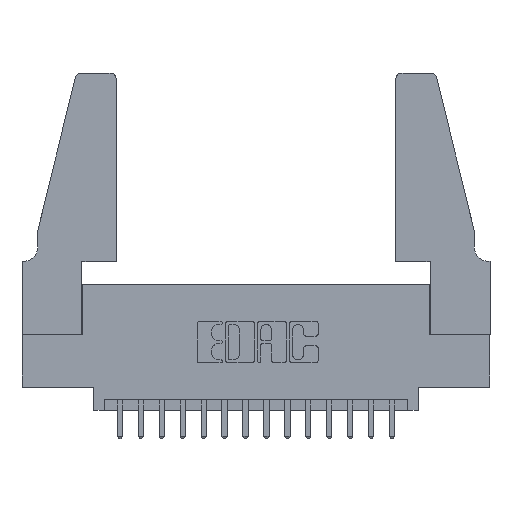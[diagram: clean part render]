
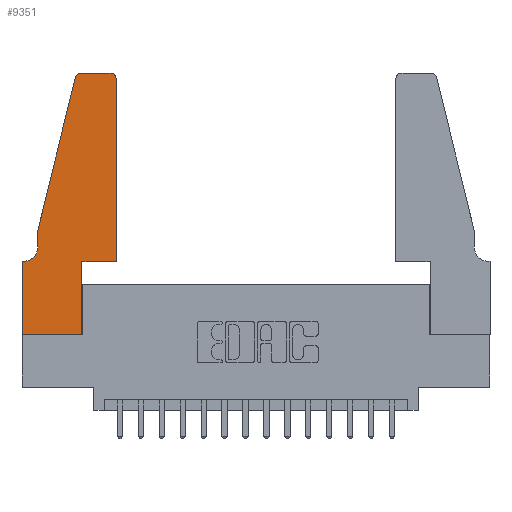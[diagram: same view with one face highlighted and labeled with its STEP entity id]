
A CAD part, top view. The second image highlights one B-rep face of the part: STEP entity #9351.
In plain terms, the highlighted planar face has unit normal (0, 0, 1).
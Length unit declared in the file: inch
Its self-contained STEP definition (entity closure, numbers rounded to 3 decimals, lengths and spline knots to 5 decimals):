
#304 = CIRCLE ( 'NONE', #2511, 0.03 ) ;
#333 = VERTEX_POINT ( 'NONE', #386 ) ;
#386 = CARTESIAN_POINT ( 'NONE',  ( 0.2865, 0., 0.37 ) ) ;
#398 = CARTESIAN_POINT ( 'NONE',  ( 0.4505, 0.35, 0.37 ) ) ;
#431 = EDGE_CURVE ( 'NONE', #12708, #4278, #14719, .T. ) ;
#519 = CARTESIAN_POINT ( 'NONE',  ( 0.0755, 0.42, 0.37 ) ) ;
#713 = DIRECTION ( 'NONE',  ( -1., 0., 0. ) ) ;
#794 = VERTEX_POINT ( 'NONE', #10021 ) ;
#1008 = VERTEX_POINT ( 'NONE', #398 ) ;
#1680 = LINE ( 'NONE', #16569, #15271 ) ;
#1686 = LINE ( 'NONE', #3299, #8833 ) ;
#1883 = AXIS2_PLACEMENT_3D ( 'NONE', #14500, #6755, #15801 ) ;
#1906 = ORIENTED_EDGE ( 'NONE', *, *, #4950, .T. ) ;
#2035 = EDGE_CURVE ( 'NONE', #333, #12920, #1680, .T. ) ;
#2085 = CARTESIAN_POINT ( 'NONE',  ( 0.0055, 0.42, 0.37 ) ) ;
#2209 = EDGE_CURVE ( 'NONE', #12920, #1008, #9841, .T. ) ;
#2236 = LINE ( 'NONE', #9943, #8545 ) ;
#2387 = DIRECTION ( 'NONE',  ( 0., 0., 1. ) ) ;
#2472 = CIRCLE ( 'NONE', #16032, 0.07 ) ;
#2511 = AXIS2_PLACEMENT_3D ( 'NONE', #10366, #2387, #11639 ) ;
#2761 = VECTOR ( 'NONE', #10519, 39.37008 ) ;
#2827 = ORIENTED_EDGE ( 'NONE', *, *, #15257, .T. ) ;
#2897 = CARTESIAN_POINT ( 'NONE',  ( 0.0755, 0.35, 0.37 ) ) ;
#2901 = VERTEX_POINT ( 'NONE', #5487 ) ;
#2911 = CIRCLE ( 'NONE', #1883, 0.03 ) ;
#3030 = DIRECTION ( 'NONE',  ( -1., 0., 0. ) ) ;
#3221 = VERTEX_POINT ( 'NONE', #519 ) ;
#3299 = CARTESIAN_POINT ( 'NONE',  ( 0., 0., 0.37 ) ) ;
#3483 = DIRECTION ( 'NONE',  ( -1., 0., 0. ) ) ;
#3839 = VERTEX_POINT ( 'NONE', #7414 ) ;
#3878 = EDGE_CURVE ( 'NONE', #1008, #2901, #7163, .T. ) ;
#4135 = VERTEX_POINT ( 'NONE', #7913 ) ;
#4278 = VERTEX_POINT ( 'NONE', #5669 ) ;
#4603 = LINE ( 'NONE', #12661, #7734 ) ;
#4950 = EDGE_CURVE ( 'NONE', #14949, #3839, #4603, .T. ) ;
#5005 = EDGE_CURVE ( 'NONE', #12585, #333, #14988, .T. ) ;
#5479 = ORIENTED_EDGE ( 'NONE', *, *, #6254, .T. ) ;
#5487 = CARTESIAN_POINT ( 'NONE',  ( 0.4505, 1.22, 0.37 ) ) ;
#5669 = CARTESIAN_POINT ( 'NONE',  ( 0., 0.35, 0.37 ) ) ;
#5942 = EDGE_CURVE ( 'NONE', #794, #14949, #2911, .T. ) ;
#6163 = ORIENTED_EDGE ( 'NONE', *, *, #5942, .T. ) ;
#6204 = CARTESIAN_POINT ( 'NONE',  ( 0., 0., 0.37 ) ) ;
#6254 = EDGE_CURVE ( 'NONE', #3839, #3221, #2236, .T. ) ;
#6714 = ORIENTED_EDGE ( 'NONE', *, *, #2035, .T. ) ;
#6755 = DIRECTION ( 'NONE',  ( 0., 0., 1. ) ) ;
#7163 = LINE ( 'NONE', #11301, #13203 ) ;
#7323 = VECTOR ( 'NONE', #8851, 39.37008 ) ;
#7391 = CARTESIAN_POINT ( 'NONE',  ( 0., 0., 0.37 ) ) ;
#7414 = CARTESIAN_POINT ( 'NONE',  ( 0.0755, 0.5, 0.37 ) ) ;
#7481 = ORIENTED_EDGE ( 'NONE', *, *, #431, .T. ) ;
#7512 = DIRECTION ( 'NONE',  ( 0., 0., 1. ) ) ;
#7734 = VECTOR ( 'NONE', #15200, 39.37008 ) ;
#7861 = VECTOR ( 'NONE', #713, 39.37008 ) ;
#7913 = CARTESIAN_POINT ( 'NONE',  ( 0.4205, 1.25, 0.37 ) ) ;
#8355 = ORIENTED_EDGE ( 'NONE', *, *, #2209, .T. ) ;
#8545 = VECTOR ( 'NONE', #8643, 39.37008 ) ;
#8643 = DIRECTION ( 'NONE',  ( 0., -1., 0. ) ) ;
#8739 = ORIENTED_EDGE ( 'NONE', *, *, #5005, .T. ) ;
#8833 = VECTOR ( 'NONE', #12471, 39.37008 ) ;
#8851 = DIRECTION ( 'NONE',  ( 1., 0., 0. ) ) ;
#9351 = ADVANCED_FACE ( 'NONE', ( #16695 ), #12564, .T. ) ;
#9748 = EDGE_CURVE ( 'NONE', #4135, #794, #11084, .T. ) ;
#9841 = LINE ( 'NONE', #16891, #2761 ) ;
#9943 = CARTESIAN_POINT ( 'NONE',  ( 0.0755, 0.5, 0.37 ) ) ;
#10021 = CARTESIAN_POINT ( 'NONE',  ( 0.284, 1.25, 0.37 ) ) ;
#10051 = ORIENTED_EDGE ( 'NONE', *, *, #15385, .T. ) ;
#10238 = EDGE_LOOP ( 'NONE', ( #16324, #6163, #1906, #5479, #2827, #7481, #10254, #8739, #6714, #8355, #12382, #10051 ) ) ;
#10254 = ORIENTED_EDGE ( 'NONE', *, *, #10525, .T. ) ;
#10366 = CARTESIAN_POINT ( 'NONE',  ( 0.4205, 1.22, 0.37 ) ) ;
#10519 = DIRECTION ( 'NONE',  ( 1., 0., 0. ) ) ;
#10525 = EDGE_CURVE ( 'NONE', #4278, #12585, #1686, .T. ) ;
#11084 = LINE ( 'NONE', #12155, #17082 ) ;
#11301 = CARTESIAN_POINT ( 'NONE',  ( 0.4505, 0.35, 0.37 ) ) ;
#11357 = DIRECTION ( 'NONE',  ( 0., 0., -1. ) ) ;
#11639 = DIRECTION ( 'NONE',  ( 1., 0., 0. ) ) ;
#12090 = CARTESIAN_POINT ( 'NONE',  ( 0.25487, 1.22718, 0.37 ) ) ;
#12155 = CARTESIAN_POINT ( 'NONE',  ( 0.2605, 1.25, 0.37 ) ) ;
#12382 = ORIENTED_EDGE ( 'NONE', *, *, #3878, .T. ) ;
#12471 = DIRECTION ( 'NONE',  ( 0., -1., 0. ) ) ;
#12564 = PLANE ( 'NONE',  #12754 ) ;
#12585 = VERTEX_POINT ( 'NONE', #7391 ) ;
#12661 = CARTESIAN_POINT ( 'NONE',  ( 0.0755, 0.5, 0.37 ) ) ;
#12708 = VERTEX_POINT ( 'NONE', #15345 ) ;
#12754 = AXIS2_PLACEMENT_3D ( 'NONE', #15232, #7512, #16514 ) ;
#12920 = VERTEX_POINT ( 'NONE', #15784 ) ;
#13203 = VECTOR ( 'NONE', #16470, 39.37008 ) ;
#14500 = CARTESIAN_POINT ( 'NONE',  ( 0.284, 1.22, 0.37 ) ) ;
#14719 = LINE ( 'NONE', #2897, #7861 ) ;
#14949 = VERTEX_POINT ( 'NONE', #12090 ) ;
#14988 = LINE ( 'NONE', #6204, #7323 ) ;
#15200 = DIRECTION ( 'NONE',  ( -0.239, -0.971, 0. ) ) ;
#15232 = CARTESIAN_POINT ( 'NONE',  ( 0., 0.35, 0.37 ) ) ;
#15257 = EDGE_CURVE ( 'NONE', #3221, #12708, #2472, .T. ) ;
#15271 = VECTOR ( 'NONE', #15360, 39.37008 ) ;
#15345 = CARTESIAN_POINT ( 'NONE',  ( 0.0055, 0.35, 0.37 ) ) ;
#15360 = DIRECTION ( 'NONE',  ( 0., 1., 0. ) ) ;
#15385 = EDGE_CURVE ( 'NONE', #2901, #4135, #304, .T. ) ;
#15784 = CARTESIAN_POINT ( 'NONE',  ( 0.2865, 0.35, 0.37 ) ) ;
#15801 = DIRECTION ( 'NONE',  ( 1., 0., 0. ) ) ;
#16032 = AXIS2_PLACEMENT_3D ( 'NONE', #2085, #11357, #3483 ) ;
#16324 = ORIENTED_EDGE ( 'NONE', *, *, #9748, .T. ) ;
#16470 = DIRECTION ( 'NONE',  ( 0., 1., 0. ) ) ;
#16514 = DIRECTION ( 'NONE',  ( 1., 0., 0. ) ) ;
#16569 = CARTESIAN_POINT ( 'NONE',  ( 0.2865, 0.35, 0.37 ) ) ;
#16695 = FACE_OUTER_BOUND ( 'NONE', #10238, .T. ) ;
#16891 = CARTESIAN_POINT ( 'NONE',  ( 0.4505, 0.35, 0.37 ) ) ;
#17082 = VECTOR ( 'NONE', #3030, 39.37008 ) ;
